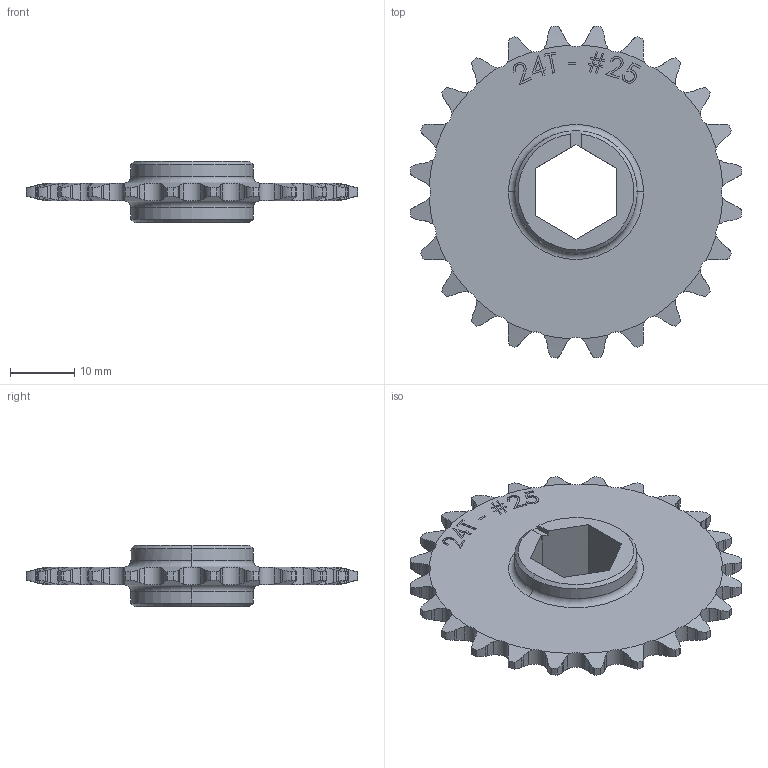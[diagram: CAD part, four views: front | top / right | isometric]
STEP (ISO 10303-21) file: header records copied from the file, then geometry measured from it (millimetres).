
FILE_DESCRIPTION (( 'STEP AP214' ), '1' );
FILE_NAME ('WCP-0581 Rev2.step', '2023-01-03T03:00:47', ( '' ), ( '' ), 'SwSTEP 2.0', 'SolidWorks 2020', '' );
FILE_SCHEMA (( 'AUTOMOTIVE_DESIGN' ));
Length unit declared in the file: inch
Products named in the file (1): WCP-0581 Rev2
Bounding box: 51.71 x 51.71 x 9.53 mm (x, y, z)
Volume: 5569.9 mm3; surface area: 4635.9 mm2
Topology: 1 solids, 1 shells, 383 faces, 1105 edges, 734 vertices
Faces by surface type: cylinder 161, plane 145, cone 53, bspline 20, torus 4
Entity records: 14302 total; most frequent: CARTESIAN_POINT 4965, ORIENTED_EDGE 2210, DIRECTION 1560, EDGE_CURVE 1105, VERTEX_POINT 734, AXIS2_PLACEMENT_3D 537, VECTOR 486, LINE 486
